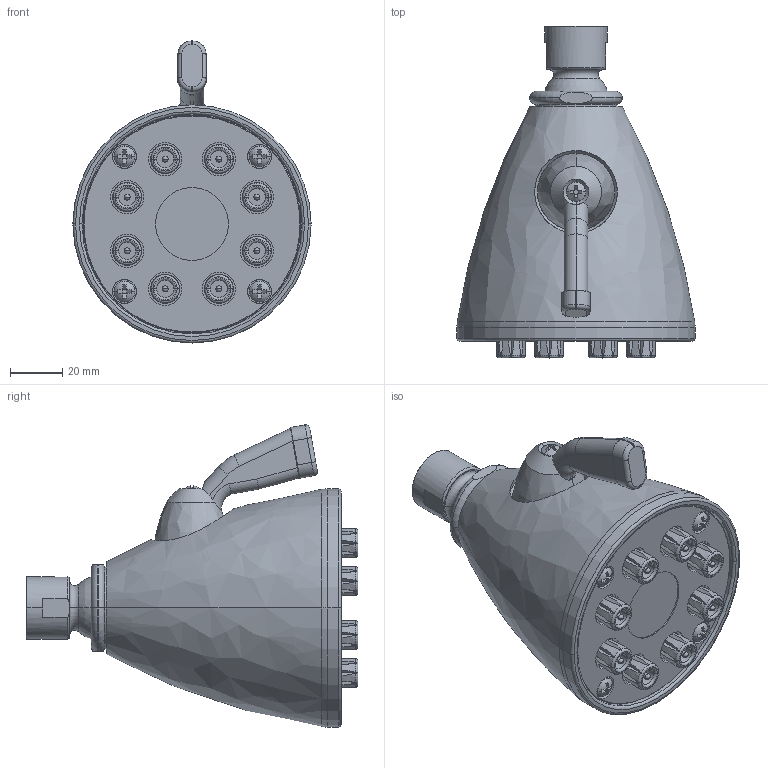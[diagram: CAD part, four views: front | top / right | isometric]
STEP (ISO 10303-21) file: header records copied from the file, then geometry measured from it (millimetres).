
FILE_DESCRIPTION((''),'2;1');
FILE_NAME('211_ASM','2021-03-16T15:34:40',('rsmith'),(''),'CREO PARAMETRIC BY PTC INC, 2018400','CREO PARAMETRIC BY PTC INC, 2018400','');
FILE_SCHEMA(('AUTOMOTIVE_DESIGN { 1 0 10303 214 1 1 1 1 }'));
Length unit declared in the file: inch
Products named in the file (14): 13441; 91795; 13442; 50163; 91074; 50891; 50892; 91147; 92040; 91523; 91779; 50158; 92039; 211_ASM
Assembly tree (26 placements, depth 2):
  211_ASM
    13441
    91795
    13442
    50163  x8
    91074
    50891
    50892
    91147  x4
    92040  x4
    91523
    91779
    50158
    92039
Bounding box: 91.6 x 127.59 x 116.19 mm (x, y, z)
Volume: 512524.8 mm3; surface area: 105030 mm2
Topology: 26 solids, 35 shells, 1183 faces, 2878 edges, 1807 vertices
Faces by surface type: cylinder 380, cone 241, plane 221, bspline 173, torus 142, sphere 26
Entity records: 39917 total; most frequent: CARTESIAN_POINT 16677, ORIENTED_EDGE 3332, DIRECTION 3272, PRESENTATION_STYLE_ASSIGNMENT 1694, STYLED_ITEM 1694, EDGE_CURVE 1666, AXIS2_PLACEMENT_3D 1428, CURVE_STYLE 1343
